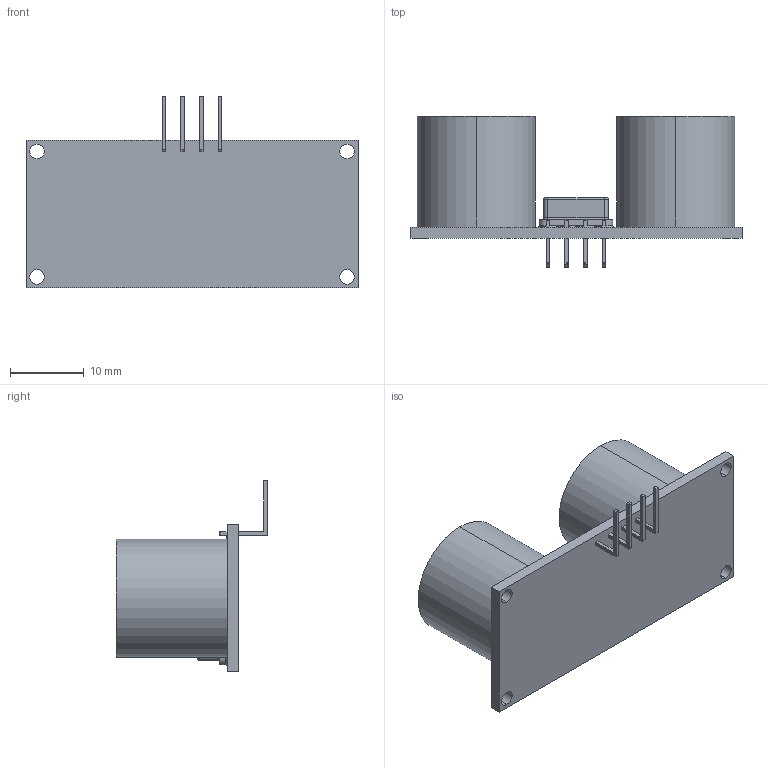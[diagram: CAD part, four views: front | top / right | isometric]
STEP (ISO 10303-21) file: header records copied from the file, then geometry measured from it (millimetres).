
FILE_DESCRIPTION (( 'STEP AP214' ), '1' );
FILE_NAME ('ultrasonic_sensor.STEP', '2022-11-02T22:40:08', ( '' ), ( '' ), 'SwSTEP 2.0', 'SolidWorks 2021', '' );
FILE_SCHEMA (( 'AUTOMOTIVE_DESIGN' ));
Length unit declared in the file: millimetre
Products named in the file (1): ultrasonic_sensor
Bounding box: 45 x 20.5 x 26 mm (x, y, z)
Volume: 4307.3 mm3; surface area: 5168.6 mm2
Topology: 1 solids, 1 shells, 338 faces, 850 edges, 548 vertices
Faces by surface type: plane 161, bspline 85, cylinder 80, torus 12
Entity records: 17405 total; most frequent: CARTESIAN_POINT 6934, ORIENTED_EDGE 1700, DIRECTION 1264, EDGE_CURVE 850, VERTEX_POINT 548, VECTOR 540, LINE 540, EDGE_LOOP 380
